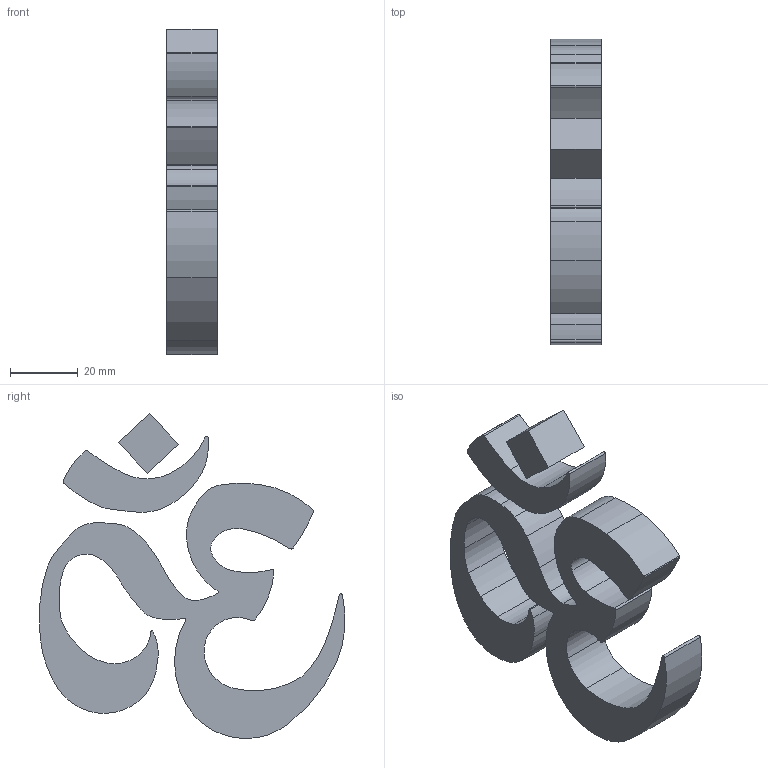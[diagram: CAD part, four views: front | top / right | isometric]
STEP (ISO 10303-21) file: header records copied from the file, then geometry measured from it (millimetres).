
FILE_DESCRIPTION(('CATIA V5 STEP Exchange'),'2;1');
FILE_NAME('OM_LOGO-DESIGN.stp','2025-02-11T13:09:15+00:00',('none'),('none'),'CATIA Version 5 Release 20 GA (IN-10)','CATIA V5 STEP AP203','none');
FILE_SCHEMA(('CONFIG_CONTROL_DESIGN'));
Length unit declared in the file: millimetre
Products named in the file (1): Part6
Bounding box: 15 x 90.53 x 96.29 mm (x, y, z)
Volume: 50519.9 mm3; surface area: 18127.4 mm2
Topology: 3 solids, 3 shells, 91 faces, 255 edges, 170 vertices
Faces by surface type: cylinder 81, plane 10
Entity records: 2867 total; most frequent: ORIENTED_EDGE 510, CARTESIAN_POINT 509, DIRECTION 421, EDGE_CURVE 255, AXIS2_PLACEMENT_3D 246, VERTEX_POINT 170, CIRCLE 162, VECTOR 93
